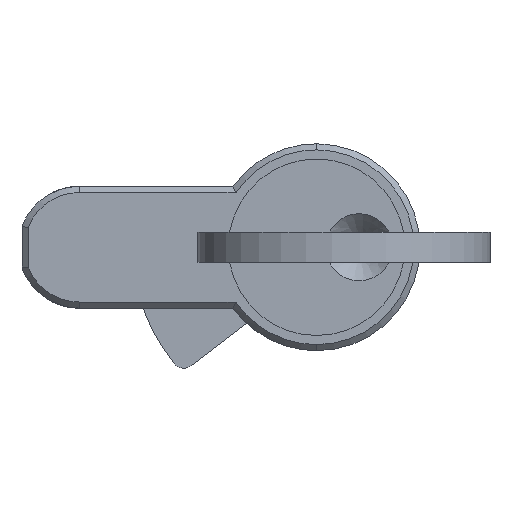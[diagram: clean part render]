
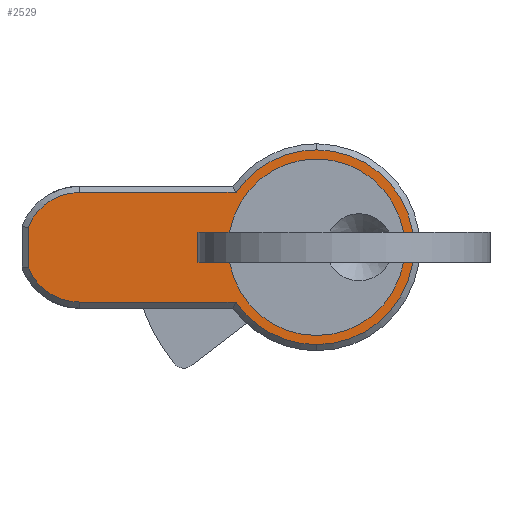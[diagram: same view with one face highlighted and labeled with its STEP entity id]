
A CAD part, left-side view. The second image highlights one B-rep face of the part: STEP entity #2529.
In plain terms, the highlighted planar face has unit normal (-1, 0, 0).
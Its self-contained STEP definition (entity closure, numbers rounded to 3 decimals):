
#53 = ORIENTED_EDGE ( 'NONE', *, *, #1210, .T. ) ;
#130 = VERTEX_POINT ( 'NONE', #1566 ) ;
#133 = AXIS2_PLACEMENT_3D ( 'NONE', #791, #2972, #1108 ) ;
#202 = AXIS2_PLACEMENT_3D ( 'NONE', #2622, #3244, #1820 ) ;
#241 = EDGE_LOOP ( 'NONE', ( #3156, #2257 ) ) ;
#290 = ORIENTED_EDGE ( 'NONE', *, *, #3222, .T. ) ;
#337 = CARTESIAN_POINT ( 'NONE',  ( 0., 0., -8. ) ) ;
#341 = CARTESIAN_POINT ( 'NONE',  ( 0., 6.614, 4.5 ) ) ;
#529 = VERTEX_POINT ( 'NONE', #2385 ) ;
#576 = DIRECTION ( 'NONE',  ( -1., 0., 0. ) ) ;
#598 = VECTOR ( 'NONE', #3605, 1000. ) ;
#620 = DIRECTION ( 'NONE',  ( 0., 0., -1. ) ) ;
#633 = VERTEX_POINT ( 'NONE', #877 ) ;
#657 = DIRECTION ( 'NONE',  ( 0., 0., -1. ) ) ;
#690 = VECTOR ( 'NONE', #2913, 1000. ) ;
#697 = VECTOR ( 'NONE', #657, 1000. ) ;
#750 = CARTESIAN_POINT ( 'NONE',  ( 0., 0., 0. ) ) ;
#791 = CARTESIAN_POINT ( 'NONE',  ( 0., 0., 0. ) ) ;
#819 = CIRCLE ( 'NONE', #1165, 7.25 ) ;
#877 = CARTESIAN_POINT ( 'NONE',  ( 0., 6.614, -4.5 ) ) ;
#910 = DIRECTION ( 'NONE',  ( -1., 0., 0. ) ) ;
#914 = VERTEX_POINT ( 'NONE', #337 ) ;
#953 = CARTESIAN_POINT ( 'NONE',  ( 0., 23.7, 0. ) ) ;
#970 = ORIENTED_EDGE ( 'NONE', *, *, #2186, .T. ) ;
#1012 = CARTESIAN_POINT ( 'NONE',  ( 0., 0., 0. ) ) ;
#1071 = DIRECTION ( 'NONE',  ( 0., 0., -1. ) ) ;
#1098 = CARTESIAN_POINT ( 'NONE',  ( 0., 19.5, 0. ) ) ;
#1108 = DIRECTION ( 'NONE',  ( 0., 0., -1. ) ) ;
#1141 = EDGE_CURVE ( 'NONE', #130, #2189, #1518, .T. ) ;
#1165 = AXIS2_PLACEMENT_3D ( 'NONE', #1561, #3747, #1883 ) ;
#1167 = ORIENTED_EDGE ( 'NONE', *, *, #2511, .T. ) ;
#1210 = EDGE_CURVE ( 'NONE', #1340, #130, #3916, .T. ) ;
#1255 = EDGE_CURVE ( 'NONE', #529, #633, #3618, .T. ) ;
#1336 = DIRECTION ( 'NONE',  ( 0., 0., 1. ) ) ;
#1340 = VERTEX_POINT ( 'NONE', #3335 ) ;
#1418 = DIRECTION ( 'NONE',  ( 0., 0., -1. ) ) ;
#1518 = LINE ( 'NONE', #953, #697 ) ;
#1561 = CARTESIAN_POINT ( 'NONE',  ( 0., 0., 0. ) ) ;
#1566 = CARTESIAN_POINT ( 'NONE',  ( 0., 23.7, 1.616 ) ) ;
#1597 = AXIS2_PLACEMENT_3D ( 'NONE', #2450, #576, #620 ) ;
#1630 = CARTESIAN_POINT ( 'NONE',  ( 0., 0., 7.25 ) ) ;
#1739 = ORIENTED_EDGE ( 'NONE', *, *, #1829, .T. ) ;
#1741 = CARTESIAN_POINT ( 'NONE',  ( 0., 0., -4.5 ) ) ;
#1744 = AXIS2_PLACEMENT_3D ( 'NONE', #1012, #3189, #1336 ) ;
#1801 = EDGE_LOOP ( 'NONE', ( #290, #1739, #1167, #3754, #53, #2102, #970, #3939 ) ) ;
#1820 = DIRECTION ( 'NONE',  ( 0., 0., -1. ) ) ;
#1829 = EDGE_CURVE ( 'NONE', #914, #3907, #2638, .T. ) ;
#1883 = DIRECTION ( 'NONE',  ( 0., 0., 1. ) ) ;
#1894 = CIRCLE ( 'NONE', #1597, 4.5 ) ;
#1930 = EDGE_CURVE ( 'NONE', #3826, #1340, #3168, .T. ) ;
#1942 = FACE_OUTER_BOUND ( 'NONE', #1801, .T. ) ;
#2012 = PLANE ( 'NONE',  #202 ) ;
#2102 = ORIENTED_EDGE ( 'NONE', *, *, #1141, .T. ) ;
#2168 = AXIS2_PLACEMENT_3D ( 'NONE', #750, #2931, #1071 ) ;
#2186 = EDGE_CURVE ( 'NONE', #2189, #529, #1894, .T. ) ;
#2189 = VERTEX_POINT ( 'NONE', #3359 ) ;
#2257 = ORIENTED_EDGE ( 'NONE', *, *, #3791, .F. ) ;
#2385 = CARTESIAN_POINT ( 'NONE',  ( 0., 19.5, -4.5 ) ) ;
#2450 = CARTESIAN_POINT ( 'NONE',  ( 0., 19.5, 0. ) ) ;
#2511 = EDGE_CURVE ( 'NONE', #3907, #3826, #3379, .T. ) ;
#2529 = ADVANCED_FACE ( 'NONE', ( #1942, #2563 ), #2012, .F. ) ;
#2563 = FACE_BOUND ( 'NONE', #241, .T. ) ;
#2595 = CIRCLE ( 'NONE', #133, 8. ) ;
#2606 = CARTESIAN_POINT ( 'NONE',  ( 0., 0., 4.5 ) ) ;
#2622 = CARTESIAN_POINT ( 'NONE',  ( 0., 0., 0. ) ) ;
#2638 = CIRCLE ( 'NONE', #3657, 8. ) ;
#2775 = CARTESIAN_POINT ( 'NONE',  ( 0., 0., 0. ) ) ;
#2847 = CARTESIAN_POINT ( 'NONE',  ( 0., 0., 8. ) ) ;
#2913 = DIRECTION ( 'NONE',  ( 0., 1., 0. ) ) ;
#2931 = DIRECTION ( 'NONE',  ( -1., 0., 0. ) ) ;
#2972 = DIRECTION ( 'NONE',  ( -1., 0., 0. ) ) ;
#3003 = EDGE_CURVE ( 'NONE', #3985, #3095, #3625, .T. ) ;
#3093 = DIRECTION ( 'NONE',  ( 0., 0., -1. ) ) ;
#3095 = VERTEX_POINT ( 'NONE', #3557 ) ;
#3156 = ORIENTED_EDGE ( 'NONE', *, *, #3003, .F. ) ;
#3168 = LINE ( 'NONE', #2606, #690 ) ;
#3180 = AXIS2_PLACEMENT_3D ( 'NONE', #1098, #3277, #1418 ) ;
#3189 = DIRECTION ( 'NONE',  ( -1., 0., 0. ) ) ;
#3222 = EDGE_CURVE ( 'NONE', #633, #914, #2595, .T. ) ;
#3244 = DIRECTION ( 'NONE',  ( 1., 0., 0. ) ) ;
#3277 = DIRECTION ( 'NONE',  ( -1., 0., 0. ) ) ;
#3335 = CARTESIAN_POINT ( 'NONE',  ( 0., 19.5, 4.5 ) ) ;
#3359 = CARTESIAN_POINT ( 'NONE',  ( 0., 23.7, -1.616 ) ) ;
#3379 = CIRCLE ( 'NONE', #2168, 8. ) ;
#3557 = CARTESIAN_POINT ( 'NONE',  ( 0., 0., -7.25 ) ) ;
#3605 = DIRECTION ( 'NONE',  ( 0., -1., 0. ) ) ;
#3618 = LINE ( 'NONE', #1741, #598 ) ;
#3625 = CIRCLE ( 'NONE', #1744, 7.25 ) ;
#3657 = AXIS2_PLACEMENT_3D ( 'NONE', #2775, #910, #3093 ) ;
#3747 = DIRECTION ( 'NONE',  ( -1., 0., 0. ) ) ;
#3754 = ORIENTED_EDGE ( 'NONE', *, *, #1930, .T. ) ;
#3791 = EDGE_CURVE ( 'NONE', #3095, #3985, #819, .T. ) ;
#3826 = VERTEX_POINT ( 'NONE', #341 ) ;
#3907 = VERTEX_POINT ( 'NONE', #2847 ) ;
#3916 = CIRCLE ( 'NONE', #3180, 4.5 ) ;
#3939 = ORIENTED_EDGE ( 'NONE', *, *, #1255, .T. ) ;
#3985 = VERTEX_POINT ( 'NONE', #1630 ) ;
